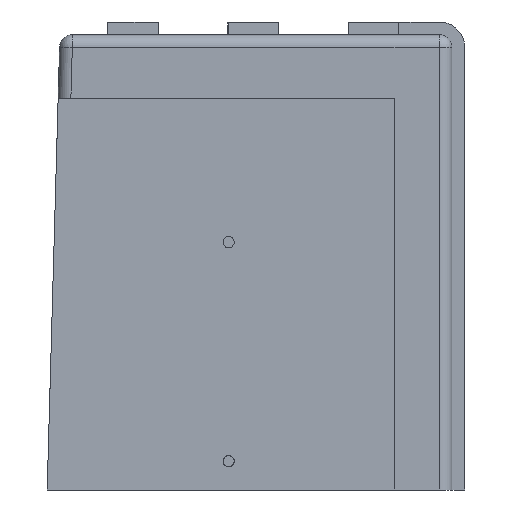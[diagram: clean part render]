
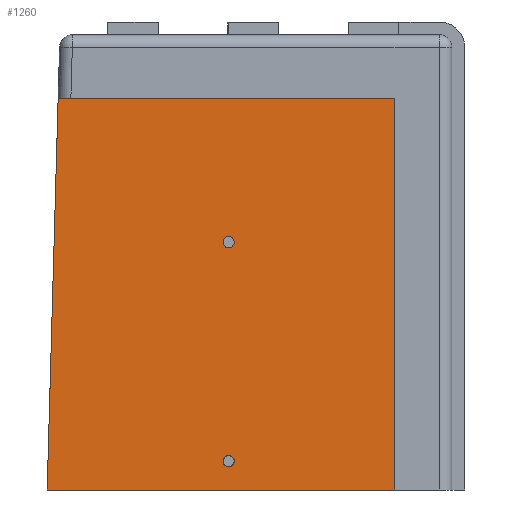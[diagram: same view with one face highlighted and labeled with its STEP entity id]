
A CAD part, left-side view. The second image highlights one B-rep face of the part: STEP entity #1260.
In plain terms, the highlighted planar face has unit normal (-1, 0, 0).
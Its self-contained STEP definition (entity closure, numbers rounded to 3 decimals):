
#43=B_SPLINE_CURVE_WITH_KNOTS('',3,(#1957,#1958,#1959,#1960,#1961,#1962,
#1963,#1964,#1965,#1966,#1967,#1968,#1969,#1970,#1971,#1972,#1973,#1974,
#1975,#1976,#1977,#1978,#1979,#1980,#1981,#1982,#1983,#1984,#1985,#1986,
#1987,#1988,#1989,#1990,#1991,#1992,#1993,#1994,#1995,#1996),
 .UNSPECIFIED.,.T.,.F.,(4,2,2,2,2,2,2,2,2,2,2,2,2,2,2,2,2,2,2,4),(0.,0.053,
0.109,0.165,0.215,0.255,
0.291,0.331,0.383,0.435,
0.488,0.543,0.599,0.651,
0.692,0.728,0.767,0.818,
0.851,0.882),.UNSPECIFIED.);
#55=FACE_BOUND('',#192,.T.);
#56=FACE_BOUND('',#193,.T.);
#68=CIRCLE('',#1347,1.4);
#115=FACE_OUTER_BOUND('',#191,.T.);
#191=EDGE_LOOP('',(#893,#894,#895,#896));
#192=EDGE_LOOP('',(#897));
#193=EDGE_LOOP('',(#898));
#286=LINE('',#1950,#424);
#287=LINE('',#1952,#425);
#288=LINE('',#1954,#426);
#289=LINE('',#1955,#427);
#424=VECTOR('',#1516,10.);
#425=VECTOR('',#1517,10.);
#426=VECTOR('',#1518,10.);
#427=VECTOR('',#1519,10.);
#554=VERTEX_POINT('',#1927);
#562=VERTEX_POINT('',#1948);
#563=VERTEX_POINT('',#1949);
#564=VERTEX_POINT('',#1951);
#565=VERTEX_POINT('',#1953);
#566=VERTEX_POINT('',#1956);
#680=EDGE_CURVE('',#554,#554,#68,.T.);
#690=EDGE_CURVE('',#562,#563,#286,.T.);
#691=EDGE_CURVE('',#562,#564,#287,.T.);
#692=EDGE_CURVE('',#564,#565,#288,.T.);
#693=EDGE_CURVE('',#563,#565,#289,.T.);
#694=EDGE_CURVE('',#566,#566,#43,.T.);
#893=ORIENTED_EDGE('',*,*,#690,.F.);
#894=ORIENTED_EDGE('',*,*,#691,.T.);
#895=ORIENTED_EDGE('',*,*,#692,.T.);
#896=ORIENTED_EDGE('',*,*,#693,.F.);
#897=ORIENTED_EDGE('',*,*,#694,.T.);
#898=ORIENTED_EDGE('',*,*,#680,.F.);
#1217=PLANE('',#1351);
#1260=ADVANCED_FACE('',(#115,#55,#56),#1217,.T.);
#1347=AXIS2_PLACEMENT_3D('',#1928,#1498,#1499);
#1351=AXIS2_PLACEMENT_3D('',#1947,#1514,#1515);
#1498=DIRECTION('center_axis',(-1.,0.,0.));
#1499=DIRECTION('ref_axis',(0.,-1.,0.));
#1514=DIRECTION('center_axis',(-1.,0.,0.));
#1515=DIRECTION('ref_axis',(0.,-1.,0.));
#1516=DIRECTION('',(0.,-0.028,1.));
#1517=DIRECTION('',(0.,-1.,0.));
#1518=DIRECTION('',(0.,0.,1.));
#1519=DIRECTION('',(0.,-1.,0.));
#1927=CARTESIAN_POINT('',(0.,-44.173,62.221));
#1928=CARTESIAN_POINT('Origin',(0.,-45.573,
62.221));
#1947=CARTESIAN_POINT('Origin',(0.,0.,0.));
#1948=CARTESIAN_POINT('',(0.,0.,0.));
#1949=CARTESIAN_POINT('',(0.,-2.749,98.4));
#1950=CARTESIAN_POINT('',(0.,0.,0.));
#1951=CARTESIAN_POINT('',(0.,-87.3,0.));
#1952=CARTESIAN_POINT('',(0.,0.,0.));
#1953=CARTESIAN_POINT('',(0.,-87.3,98.4));
#1954=CARTESIAN_POINT('',(0.,-87.3,0.));
#1955=CARTESIAN_POINT('',(0.,0.,98.4));
#1956=CARTESIAN_POINT('',(0.,-44.27,6.707));
#1957=CARTESIAN_POINT('Ctrl Pts',(0.,-44.27,6.707));
#1958=CARTESIAN_POINT('Ctrl Pts',(0.,-44.205,6.873));
#1959=CARTESIAN_POINT('Ctrl Pts',(0.,-44.172,7.049));
#1960=CARTESIAN_POINT('Ctrl Pts',(0.,-44.173,7.413));
#1961=CARTESIAN_POINT('Ctrl Pts',(0.,-44.211,7.597));
#1962=CARTESIAN_POINT('Ctrl Pts',(0.,-44.356,7.938));
#1963=CARTESIAN_POINT('Ctrl Pts',(0.,-44.461,8.092));
#1964=CARTESIAN_POINT('Ctrl Pts',(0.,-44.713,8.339));
#1965=CARTESIAN_POINT('Ctrl Pts',(0.,-44.853,8.433));
#1966=CARTESIAN_POINT('Ctrl Pts',(0.,-45.128,8.555));
#1967=CARTESIAN_POINT('Ctrl Pts',(0.,-45.256,8.591));
#1968=CARTESIAN_POINT('Ctrl Pts',(0.,-45.508,8.625));
#1969=CARTESIAN_POINT('Ctrl Pts',(0.,-45.63,8.625));
#1970=CARTESIAN_POINT('Ctrl Pts',(0.,-45.883,8.593));
#1971=CARTESIAN_POINT('Ctrl Pts',(0.,-46.012,8.557));
#1972=CARTESIAN_POINT('Ctrl Pts',(0.,-46.294,8.433));
#1973=CARTESIAN_POINT('Ctrl Pts',(0.,-46.439,8.334));
#1974=CARTESIAN_POINT('Ctrl Pts',(0.,-46.684,8.09));
#1975=CARTESIAN_POINT('Ctrl Pts',(0.,-46.782,7.947));
#1976=CARTESIAN_POINT('Ctrl Pts',(0.,-46.924,7.629));
#1977=CARTESIAN_POINT('Ctrl Pts',(0.,-46.964,7.455));
#1978=CARTESIAN_POINT('Ctrl Pts',(0.,-46.979,7.093));
#1979=CARTESIAN_POINT('Ctrl Pts',(0.,-46.95,6.909));
#1980=CARTESIAN_POINT('Ctrl Pts',(0.,-46.822,6.562));
#1981=CARTESIAN_POINT('Ctrl Pts',(0.,-46.724,6.403));
#1982=CARTESIAN_POINT('Ctrl Pts',(0.,-46.479,6.14));
#1983=CARTESIAN_POINT('Ctrl Pts',(0.,-46.338,6.036));
#1984=CARTESIAN_POINT('Ctrl Pts',(0.,-46.06,5.901));
#1985=CARTESIAN_POINT('Ctrl Pts',(0.,-45.93,5.86));
#1986=CARTESIAN_POINT('Ctrl Pts',(0.,-45.676,5.819));
#1987=CARTESIAN_POINT('Ctrl Pts',(0.,-45.554,5.816));
#1988=CARTESIAN_POINT('Ctrl Pts',(0.,-45.303,5.841));
#1989=CARTESIAN_POINT('Ctrl Pts',(0.,-45.176,5.872));
#1990=CARTESIAN_POINT('Ctrl Pts',(0.,-44.898,5.983));
#1991=CARTESIAN_POINT('Ctrl Pts',(0.,-44.754,6.073));
#1992=CARTESIAN_POINT('Ctrl Pts',(0.,-44.548,6.261));
#1993=CARTESIAN_POINT('Ctrl Pts',(0.,-44.475,6.344));
#1994=CARTESIAN_POINT('Ctrl Pts',(0.,-44.356,6.521));
#1995=CARTESIAN_POINT('Ctrl Pts',(0.,-44.308,6.612));
#1996=CARTESIAN_POINT('Ctrl Pts',(0.,-44.27,6.707));
